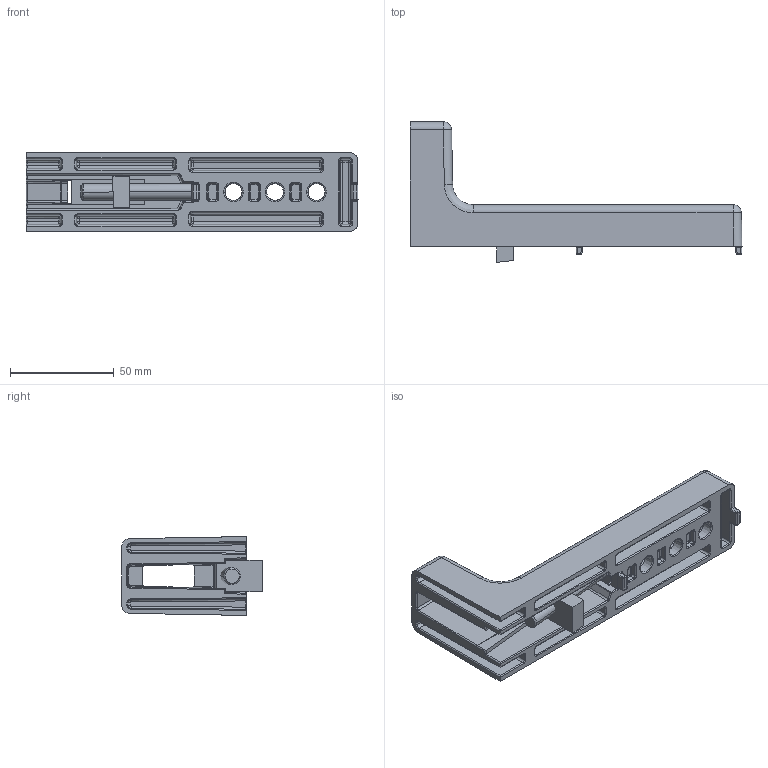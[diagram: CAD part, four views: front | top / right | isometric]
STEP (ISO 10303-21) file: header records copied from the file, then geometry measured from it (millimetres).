
FILE_DESCRIPTION (( 'STEP AP214' ), '1' );
FILE_NAME ('282146105.STEP', '2014-02-20T13:47:55', ( '' ), ( '' ), 'SwSTEP 2.0', 'SolidWorks 2014', '' );
FILE_SCHEMA (( 'AUTOMOTIVE_DESIGN' ));
Length unit declared in the file: millimetre
Products named in the file (1): 282146105
Bounding box: 160.01 x 67.72 x 38 mm (x, y, z)
Volume: 78889.3 mm3; surface area: 45270.8 mm2
Topology: 4 solids, 4 shells, 480 faces, 1106 edges, 636 vertices
Faces by surface type: cylinder 208, plane 107, bspline 92, sphere 35, torus 20, cone 18
Entity records: 23969 total; most frequent: CARTESIAN_POINT 8749, ORIENTED_EDGE 2200, DIRECTION 1836, EDGE_CURVE 1100, AXIS2_PLACEMENT_3D 701, VERTEX_POINT 634, EDGE_LOOP 500, UNCERTAINTY_MEASURE_WITH_UNIT 486
